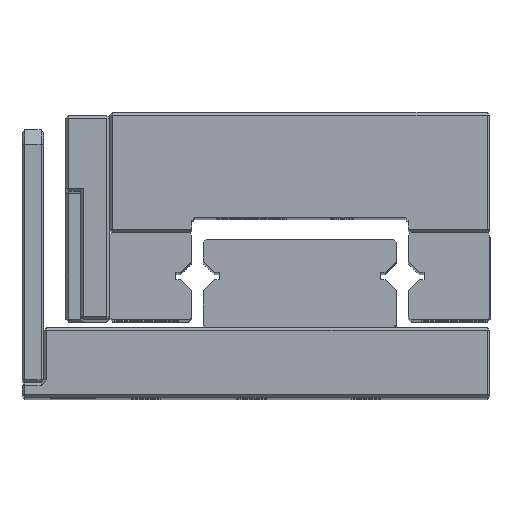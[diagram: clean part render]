
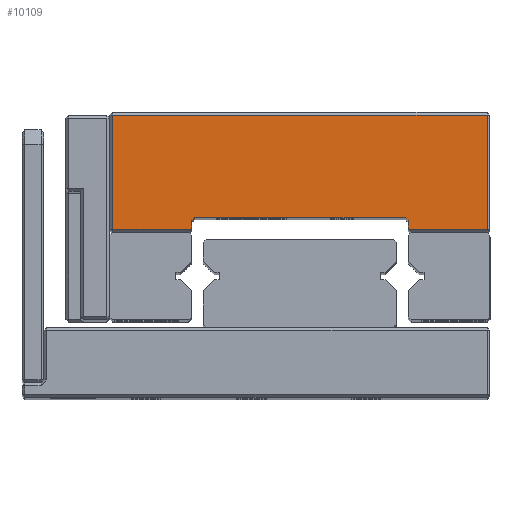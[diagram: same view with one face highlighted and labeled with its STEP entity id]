
A CAD part, top view. The second image highlights one B-rep face of the part: STEP entity #10109.
In plain terms, the highlighted face is planar.
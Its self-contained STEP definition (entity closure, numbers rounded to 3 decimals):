
#879 = CARTESIAN_POINT ( 'NONE',  ( 47.5, 0., 12.8 ) ) ;
#1012 = CARTESIAN_POINT ( 'NONE',  ( 47.5, 7.8, -12.8 ) ) ;
#1822 = VERTEX_POINT ( 'NONE', #23474 ) ;
#2881 = CARTESIAN_POINT ( 'NONE',  ( 47.5, 7., -7.4 ) ) ;
#3160 = VECTOR ( 'NONE', #4282, 1000. ) ;
#3367 = VERTEX_POINT ( 'NONE', #16694 ) ;
#3533 = EDGE_CURVE ( 'NONE', #17482, #20530, #25754, .T. ) ;
#3649 = CARTESIAN_POINT ( 'NONE',  ( 47.5, 7.2, 7.4 ) ) ;
#3657 = PLANE ( 'NONE',  #19503 ) ;
#3677 = VECTOR ( 'NONE', #12113, 1000. ) ;
#3834 = ORIENTED_EDGE ( 'NONE', *, *, #10142, .T. ) ;
#3934 = CARTESIAN_POINT ( 'NONE',  ( 47.5, 7.8, -13. ) ) ;
#4282 = DIRECTION ( 'NONE',  ( 0., 0.707, 0.707 ) ) ;
#4778 = DIRECTION ( 'NONE',  ( 0., 1., 0. ) ) ;
#5269 = EDGE_CURVE ( 'NONE', #25036, #3367, #26034, .T. ) ;
#6268 = ORIENTED_EDGE ( 'NONE', *, *, #5269, .T. ) ;
#6311 = CARTESIAN_POINT ( 'NONE',  ( 47.5, 7.8, -13. ) ) ;
#6422 = VERTEX_POINT ( 'NONE', #9353 ) ;
#6589 = CARTESIAN_POINT ( 'NONE',  ( 47.5, 7., 7.2 ) ) ;
#6703 = VECTOR ( 'NONE', #25557, 1000. ) ;
#6942 = ORIENTED_EDGE ( 'NONE', *, *, #21771, .F. ) ;
#7070 = DIRECTION ( 'NONE',  ( 0., 0., -1. ) ) ;
#7235 = LINE ( 'NONE', #26815, #27997 ) ;
#7372 = DIRECTION ( 'NONE',  ( 0., 0., -1. ) ) ;
#7449 = DIRECTION ( 'NONE',  ( 0., -0.707, 0.707 ) ) ;
#7537 = LINE ( 'NONE', #19769, #10165 ) ;
#7633 = ORIENTED_EDGE ( 'NONE', *, *, #26816, .T. ) ;
#8453 = EDGE_CURVE ( 'NONE', #6422, #1822, #16871, .T. ) ;
#8618 = VERTEX_POINT ( 'NONE', #1012 ) ;
#8910 = ORIENTED_EDGE ( 'NONE', *, *, #20352, .F. ) ;
#9196 = ORIENTED_EDGE ( 'NONE', *, *, #22751, .T. ) ;
#9353 = CARTESIAN_POINT ( 'NONE',  ( 47.5, 7.2, -7.4 ) ) ;
#9432 = VECTOR ( 'NONE', #7449, 1000. ) ;
#10109 = ADVANCED_FACE ( 'NONE', ( #22774 ), #3657, .F. ) ;
#10142 = EDGE_CURVE ( 'NONE', #8618, #18928, #20579, .T. ) ;
#10165 = VECTOR ( 'NONE', #26372, 1000. ) ;
#10720 = CARTESIAN_POINT ( 'NONE',  ( 47.5, -2.6, -2.4 ) ) ;
#10871 = DIRECTION ( 'NONE',  ( -1., 0., 0. ) ) ;
#11079 = ORIENTED_EDGE ( 'NONE', *, *, #3533, .T. ) ;
#11135 = LINE ( 'NONE', #3934, #6703 ) ;
#11992 = LINE ( 'NONE', #2881, #17272 ) ;
#12113 = DIRECTION ( 'NONE',  ( 0., 1., 0. ) ) ;
#13214 = VECTOR ( 'NONE', #7372, 1000. ) ;
#13344 = VERTEX_POINT ( 'NONE', #14540 ) ;
#14257 = ORIENTED_EDGE ( 'NONE', *, *, #26379, .T. ) ;
#14540 = CARTESIAN_POINT ( 'NONE',  ( 47.5, 7.8, 12.8 ) ) ;
#15376 = ORIENTED_EDGE ( 'NONE', *, *, #30567, .T. ) ;
#16187 = CARTESIAN_POINT ( 'NONE',  ( 47.5, 8., -13. ) ) ;
#16546 = DIRECTION ( 'NONE',  ( 0., -1., 0. ) ) ;
#16694 = CARTESIAN_POINT ( 'NONE',  ( 47.5, 0., -12.8 ) ) ;
#16871 = LINE ( 'NONE', #28927, #9432 ) ;
#17003 = VECTOR ( 'NONE', #25440, 1000. ) ;
#17272 = VECTOR ( 'NONE', #4778, 1000. ) ;
#17382 = VECTOR ( 'NONE', #16546, 1000. ) ;
#17482 = VERTEX_POINT ( 'NONE', #6589 ) ;
#17926 = VERTEX_POINT ( 'NONE', #23189 ) ;
#18436 = CARTESIAN_POINT ( 'NONE',  ( 47.5, 8., 12.8 ) ) ;
#18928 = VERTEX_POINT ( 'NONE', #24783 ) ;
#19126 = CARTESIAN_POINT ( 'NONE',  ( 47.5, 0., -13. ) ) ;
#19503 = AXIS2_PLACEMENT_3D ( 'NONE', #16187, #10871, #22932 ) ;
#19769 = CARTESIAN_POINT ( 'NONE',  ( 47.5, 8., -12.8 ) ) ;
#20352 = EDGE_CURVE ( 'NONE', #17482, #1822, #7235, .T. ) ;
#20530 = VERTEX_POINT ( 'NONE', #3649 ) ;
#20579 = LINE ( 'NONE', #6311, #17003 ) ;
#21771 = EDGE_CURVE ( 'NONE', #6422, #18928, #11992, .T. ) ;
#22751 = EDGE_CURVE ( 'NONE', #17926, #13344, #11135, .T. ) ;
#22774 = FACE_OUTER_BOUND ( 'NONE', #24165, .T. ) ;
#22932 = DIRECTION ( 'NONE',  ( 0., 0., 1. ) ) ;
#23189 = CARTESIAN_POINT ( 'NONE',  ( 47.5, 7.8, 7.4 ) ) ;
#23474 = CARTESIAN_POINT ( 'NONE',  ( 47.5, 7., -7.2 ) ) ;
#24165 = EDGE_LOOP ( 'NONE', ( #7633, #9196, #14257, #6268, #15376, #3834, #6942, #27792, #8910, #11079 ) ) ;
#24339 = CARTESIAN_POINT ( 'NONE',  ( 47.5, 7., 7.4 ) ) ;
#24783 = CARTESIAN_POINT ( 'NONE',  ( 47.5, 7.8, -7.4 ) ) ;
#25036 = VERTEX_POINT ( 'NONE', #879 ) ;
#25440 = DIRECTION ( 'NONE',  ( 0., 0., 1. ) ) ;
#25557 = DIRECTION ( 'NONE',  ( 0., 0., 1. ) ) ;
#25754 = LINE ( 'NONE', #10720, #3160 ) ;
#25952 = LINE ( 'NONE', #18436, #17382 ) ;
#26034 = LINE ( 'NONE', #19126, #13214 ) ;
#26372 = DIRECTION ( 'NONE',  ( 0., 1., 0. ) ) ;
#26379 = EDGE_CURVE ( 'NONE', #13344, #25036, #25952, .T. ) ;
#26815 = CARTESIAN_POINT ( 'NONE',  ( 47.5, 7., -7.4 ) ) ;
#26816 = EDGE_CURVE ( 'NONE', #20530, #17926, #28878, .T. ) ;
#27792 = ORIENTED_EDGE ( 'NONE', *, *, #8453, .T. ) ;
#27997 = VECTOR ( 'NONE', #7070, 1000. ) ;
#28878 = LINE ( 'NONE', #24339, #3677 ) ;
#28927 = CARTESIAN_POINT ( 'NONE',  ( 47.5, 10.4, -10.6 ) ) ;
#30567 = EDGE_CURVE ( 'NONE', #3367, #8618, #7537, .T. ) ;
